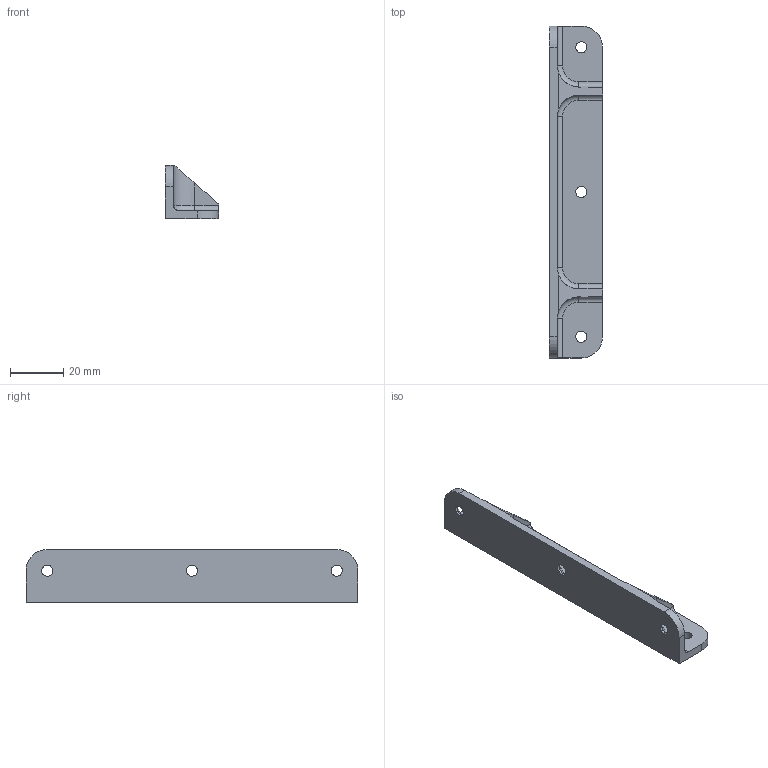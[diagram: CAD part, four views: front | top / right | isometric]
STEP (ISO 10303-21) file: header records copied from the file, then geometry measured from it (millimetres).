
FILE_DESCRIPTION(('CATIA V5 STEP Exchange'),'2;1');
FILE_NAME('BRACKET_TABLE_WALL.stp','2020-09-13T16:43:22+00:00',('none'),('none'),'CATIA Version 5 Release 20 GA (IN-10)','CATIA V5 STEP AP203','none');
FILE_SCHEMA(('CONFIG_CONTROL_DESIGN'));
Length unit declared in the file: millimetre
Products named in the file (1): CLAMP_BAR_3
Bounding box: 20 x 125 x 20 mm (x, y, z)
Volume: 15369.6 mm3; surface area: 10358.2 mm2
Topology: 1 solids, 1 shells, 55 faces, 145 edges, 92 vertices
Faces by surface type: cylinder 27, plane 18, cone 6, torus 4
Entity records: 1667 total; most frequent: CARTESIAN_POINT 311, ORIENTED_EDGE 290, DIRECTION 223, EDGE_CURVE 145, AXIS2_PLACEMENT_3D 106, VERTEX_POINT 92, VECTOR 77, LINE 77
